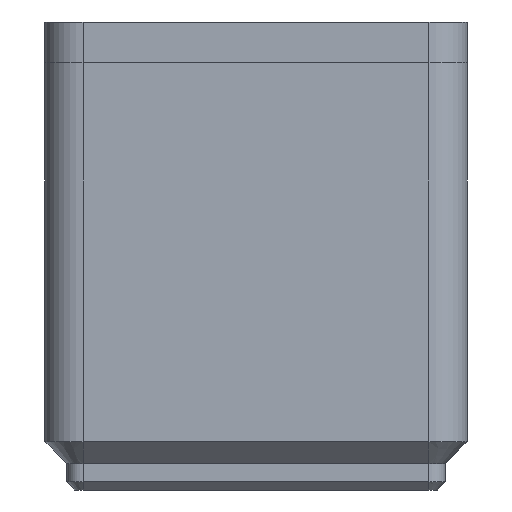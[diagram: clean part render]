
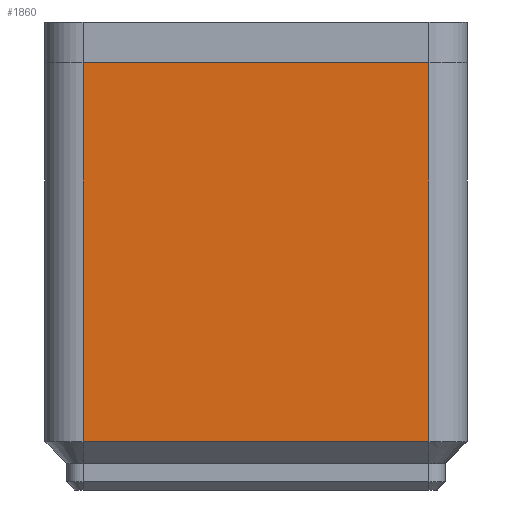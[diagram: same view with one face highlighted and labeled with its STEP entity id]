
A CAD part, front view. The second image highlights one B-rep face of the part: STEP entity #1860.
In plain terms, the highlighted planar face has unit normal (0, -1, 0).
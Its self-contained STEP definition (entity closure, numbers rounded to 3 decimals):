
#1491 = VERTEX_POINT('',#1492);
#1492 = CARTESIAN_POINT('',(17.,-20.75,0.));
#1516 = VERTEX_POINT('',#1517);
#1517 = CARTESIAN_POINT('',(-17.,-20.75,0.));
#1540 = EDGE_CURVE('',#1516,#1491,#1541,.T.);
#1541 = LINE('',#1542,#1543);
#1542 = CARTESIAN_POINT('',(17.,-20.75,0.));
#1543 = VECTOR('',#1544,1.);
#1544 = DIRECTION('',(1.,0.,0.));
#1816 = EDGE_CURVE('',#1817,#1491,#1819,.T.);
#1817 = VERTEX_POINT('',#1818);
#1818 = CARTESIAN_POINT('',(17.,-20.75,-37.25));
#1819 = LINE('',#1820,#1821);
#1820 = CARTESIAN_POINT('',(17.,-20.75,-37.25));
#1821 = VECTOR('',#1822,1.);
#1822 = DIRECTION('',(0.,0.,1.));
#1839 = EDGE_CURVE('',#1840,#1516,#1842,.T.);
#1840 = VERTEX_POINT('',#1841);
#1841 = CARTESIAN_POINT('',(-17.,-20.75,-37.25));
#1842 = LINE('',#1843,#1844);
#1843 = CARTESIAN_POINT('',(-17.,-20.75,-37.25));
#1844 = VECTOR('',#1845,1.);
#1845 = DIRECTION('',(0.,0.,1.));
#1860 = ADVANCED_FACE('',(#1861),#1872,.T.);
#1861 = FACE_BOUND('',#1862,.T.);
#1862 = EDGE_LOOP('',(#1863,#1864,#1865,#1866));
#1863 = ORIENTED_EDGE('',*,*,#1816,.T.);
#1864 = ORIENTED_EDGE('',*,*,#1540,.F.);
#1865 = ORIENTED_EDGE('',*,*,#1839,.F.);
#1866 = ORIENTED_EDGE('',*,*,#1867,.F.);
#1867 = EDGE_CURVE('',#1817,#1840,#1868,.T.);
#1868 = LINE('',#1869,#1870);
#1869 = CARTESIAN_POINT('',(17.,-20.75,-37.25));
#1870 = VECTOR('',#1871,1.);
#1871 = DIRECTION('',(-1.,0.,0.));
#1872 = PLANE('',#1873);
#1873 = AXIS2_PLACEMENT_3D('',#1874,#1875,#1876);
#1874 = CARTESIAN_POINT('',(17.,-20.75,-37.25));
#1875 = DIRECTION('',(0.,-1.,0.));
#1876 = DIRECTION('',(-1.,0.,0.));
